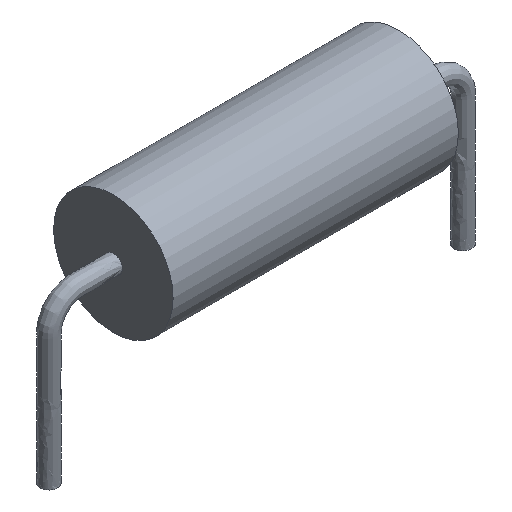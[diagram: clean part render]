
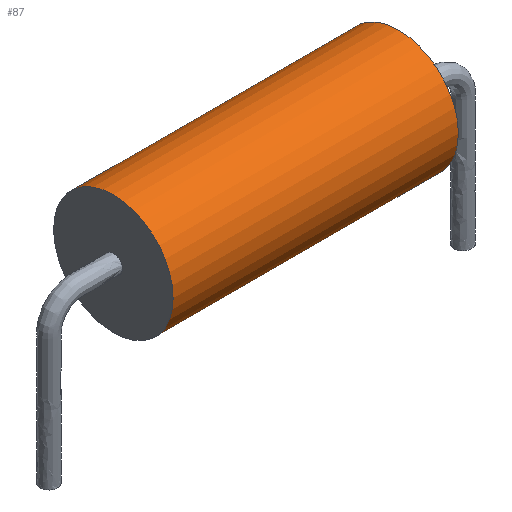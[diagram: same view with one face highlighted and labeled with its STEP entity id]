
A CAD part, isometric view. The second image highlights one B-rep face of the part: STEP entity #87.
In plain terms, the highlighted cylindrical face has radius 2.2 mm (diameter 4.4 mm), a full revolution.
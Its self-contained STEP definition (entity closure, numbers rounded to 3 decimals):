
#32=FACE_BOUND($,#43,.T.);
#33=FACE_OUTER_BOUND($,#42,.T.);
#42=EDGE_LOOP($,(#70));
#43=EDGE_LOOP($,(#71));
#52=CIRCLE($,#104,2.2);
#53=CIRCLE($,#105,2.2);
#56=VERTEX_POINT($,#140);
#57=VERTEX_POINT($,#142);
#62=EDGE_CURVE($,#56,#56,#52,.T.);
#63=EDGE_CURVE($,#57,#57,#53,.T.);
#70=ORIENTED_EDGE($,*,*,#62,.F.);
#71=ORIENTED_EDGE($,*,*,#63,.T.);
#86=CYLINDRICAL_SURFACE($,#103,2.2);
#87=ADVANCED_FACE($,(#33,#32),#86,.T.);
#103=AXIS2_PLACEMENT_3D($,#139,#116,#117);
#104=AXIS2_PLACEMENT_3D($,#141,#118,#119);
#105=AXIS2_PLACEMENT_3D($,#143,#120,#121);
#116=DIRECTION('center_axis',(1.,0.,0.));
#117=DIRECTION('ref_axis',(0.,-1.,0.));
#118=DIRECTION('center_axis',(1.,0.,0.));
#119=DIRECTION('ref_axis',(0.,-1.,0.));
#120=DIRECTION('center_axis',(1.,0.,0.));
#121=DIRECTION('ref_axis',(0.,-1.,0.));
#139=CARTESIAN_POINT('Origin',(-5.25,0.,2.2));
#140=CARTESIAN_POINT('',(5.25,2.2,2.2));
#141=CARTESIAN_POINT('Origin',(5.25,0.,2.2));
#142=CARTESIAN_POINT('',(-5.25,2.2,2.2));
#143=CARTESIAN_POINT('Origin',(-5.25,0.,2.2));
